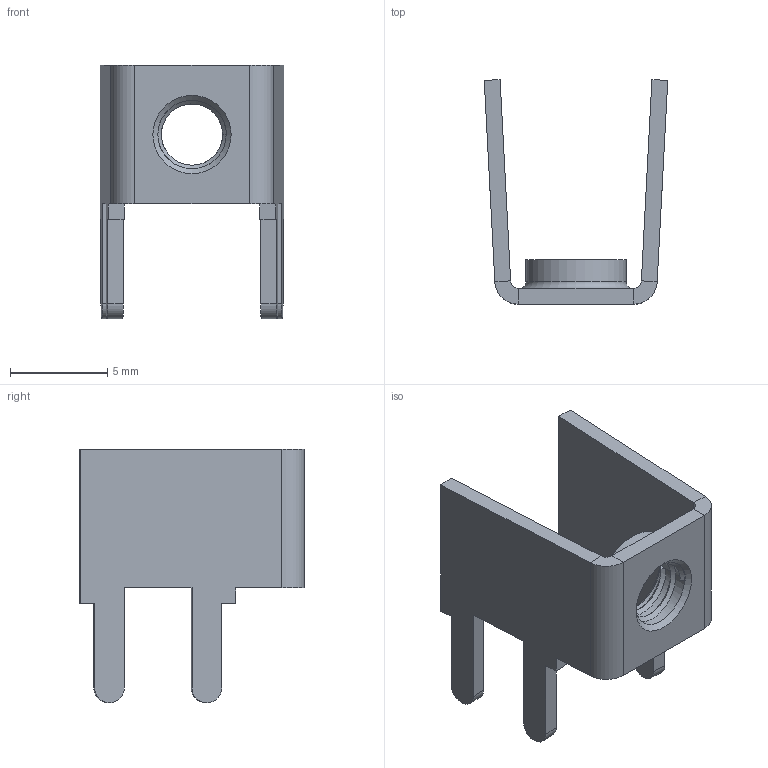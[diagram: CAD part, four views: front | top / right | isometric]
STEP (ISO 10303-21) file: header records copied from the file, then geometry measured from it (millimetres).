
FILE_DESCRIPTION(/* description */ (''),/* implementation_level */ '2;1');
FILE_NAME(/* name */ 'KEYSTONE_7760.stp',/* time_stamp */ '2016-10-28T15:47:37+02:00',/* author */ ('riccim'),/* organization */ ('SolidWorks'),/* preprocessor_version */ 'ST-DEVELOPER v15.5',/* originating_system */ 'AutoCAD Mechanical',/* authorisation */ ' ');
FILE_SCHEMA (('AUTOMOTIVE_DESIGN { 1 0 10303 214 3 1 1 }'));
Length unit declared in the file: millimetre
Products named in the file (1): Product
Bounding box: 9.41 x 11.52 x 13 mm (x, y, z)
Volume: 207 mm3; surface area: 609.7 mm2
Topology: 1 solids, 1 shells, 55 faces, 135 edges, 83 vertices
Faces by surface type: plane 37, cylinder 13, cone 2, bspline 2, torus 1
Full cylindrical faces by diameter (mm): 3.505 x2, 5.131 x1
Entity records: 1777 total; most frequent: CARTESIAN_POINT 511, DIRECTION 251, ORIENTED_EDGE 250, EDGE_CURVE 125, LINE 97, VECTOR 97, VERTEX_POINT 80, AXIS2_PLACEMENT_3D 77
